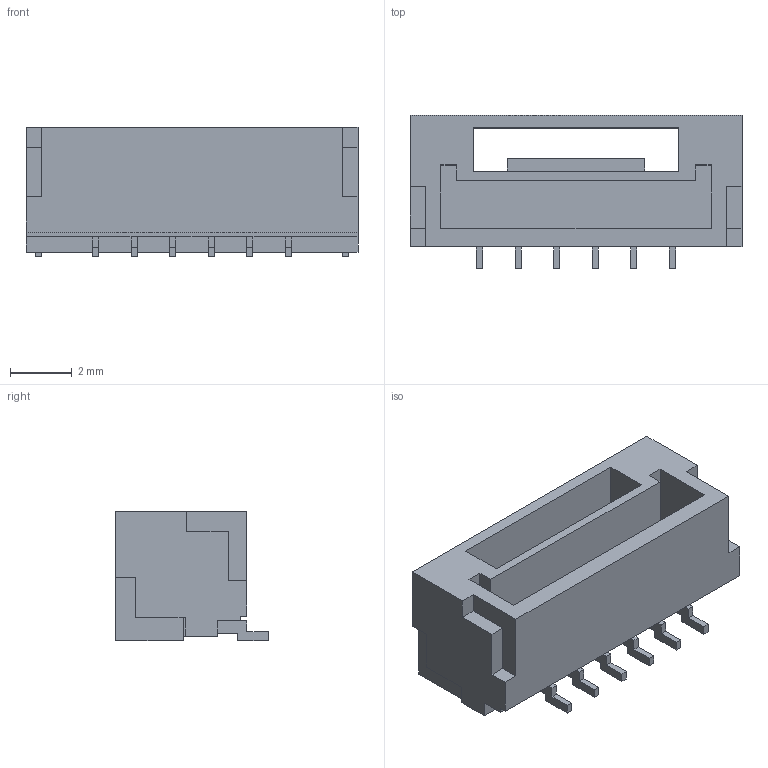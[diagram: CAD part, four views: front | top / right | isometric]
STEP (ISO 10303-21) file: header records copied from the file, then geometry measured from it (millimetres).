
FILE_DESCRIPTION(/* description */ (''),/* implementation_level */ '2;1');
FILE_NAME(/* name */ 'GHBM06.step',/* time_stamp */ '2018-03-30T16:14:05+11:00',/* author */ (''),/* organization */ (''),/* preprocessor_version */ 'ST-DEVELOPER v16.13',/* originating_system */ 'Autodesk Translation Framework v6.5.0.72',/* authorisation */ '');
FILE_SCHEMA (('AUTOMOTIVE_DESIGN { 1 0 10303 214 3 1 1 }'));
Length unit declared in the file: millimetre
Products named in the file (1): BM06B-GHS
Bounding box: 10.75 x 4.95 x 4.2 mm (x, y, z)
Volume: 104.5 mm3; surface area: 334.2 mm2
Topology: 1 solids, 1 shells, 116 faces, 322 edges, 210 vertices
Faces by surface type: plane 116
Entity records: 3719 total; most frequent: CARTESIAN_POINT 649, ORIENTED_EDGE 644, DIRECTION 556, LINE 322, VECTOR 322, EDGE_CURVE 322, VERTEX_POINT 210, EDGE_LOOP 120
